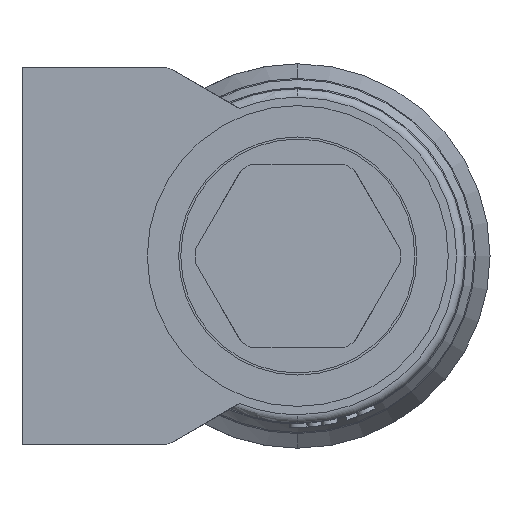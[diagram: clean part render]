
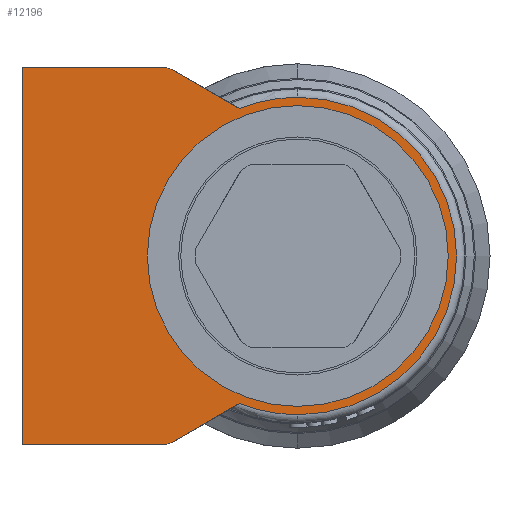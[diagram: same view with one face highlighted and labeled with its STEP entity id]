
A CAD part, left-side view. The second image highlights one B-rep face of the part: STEP entity #12196.
In plain terms, the highlighted planar face has unit normal (-1, 0, 0).
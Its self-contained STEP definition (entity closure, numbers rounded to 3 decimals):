
#776 = CARTESIAN_POINT ( 'NONE',  ( -34.656, 9.143, 97.866 ) ) ;
#1143 = DIRECTION ( 'NONE',  ( 0., 0., -1. ) ) ;
#1185 = EDGE_CURVE ( 'NONE', #7872, #19901, #32807, .T. ) ;
#1205 = VERTEX_POINT ( 'NONE', #18491 ) ;
#1489 = DIRECTION ( 'NONE',  ( 0., 0., 1. ) ) ;
#1770 = ORIENTED_EDGE ( 'NONE', *, *, #33009, .F. ) ;
#1782 = CARTESIAN_POINT ( 'NONE',  ( -34.656, 26.975, 53. ) ) ;
#2084 = VERTEX_POINT ( 'NONE', #25930 ) ;
#2171 = FACE_OUTER_BOUND ( 'NONE', #13147, .T. ) ;
#2595 = VERTEX_POINT ( 'NONE', #17881 ) ;
#2810 = CARTESIAN_POINT ( 'NONE',  ( -34.656, 11.975, 98. ) ) ;
#3015 = CIRCLE ( 'NONE', #23476, 19. ) ;
#4074 = ORIENTED_EDGE ( 'NONE', *, *, #34845, .F. ) ;
#4266 = CARTESIAN_POINT ( 'NONE',  ( -34.656, 9.643, 54. ) ) ;
#4844 = CIRCLE ( 'NONE', #33700, 19. ) ;
#5445 = DIRECTION ( 'NONE',  ( 0., -1., 0. ) ) ;
#5753 = VERTEX_POINT ( 'NONE', #1782 ) ;
#5964 = VERTEX_POINT ( 'NONE', #12004 ) ;
#6328 = EDGE_CURVE ( 'NONE', #1205, #7872, #13891, .T. ) ;
#6463 = ORIENTED_EDGE ( 'NONE', *, *, #13319, .T. ) ;
#6797 = VECTOR ( 'NONE', #5445, 1000. ) ;
#7449 = EDGE_CURVE ( 'NONE', #13075, #2084, #31283, .T. ) ;
#7810 = CARTESIAN_POINT ( 'NONE',  ( -34.656, -6.025, 75.5 ) ) ;
#7872 = VERTEX_POINT ( 'NONE', #34919 ) ;
#8097 = CARTESIAN_POINT ( 'NONE',  ( -34.656, -6.025, 57.5 ) ) ;
#8233 = LINE ( 'NONE', #36160, #32297 ) ;
#9802 = AXIS2_PLACEMENT_3D ( 'NONE', #7810, #32998, #36235 ) ;
#10618 = DIRECTION ( 'NONE',  ( 0., 0.866, -0.5 ) ) ;
#10680 = ORIENTED_EDGE ( 'NONE', *, *, #6328, .F. ) ;
#11567 = ORIENTED_EDGE ( 'NONE', *, *, #27356, .F. ) ;
#11944 = CARTESIAN_POINT ( 'NONE',  ( -34.656, -6.025, 75.5 ) ) ;
#12004 = CARTESIAN_POINT ( 'NONE',  ( -34.656, 9.643, 53. ) ) ;
#12196 = ADVANCED_FACE ( 'NONE', ( #2171, #23530 ), #15460, .F. ) ;
#12833 = DIRECTION ( 'NONE',  ( 1., 0., 0. ) ) ;
#12860 = EDGE_CURVE ( 'NONE', #26647, #13075, #4844, .T. ) ;
#12941 = ORIENTED_EDGE ( 'NONE', *, *, #1185, .F. ) ;
#13075 = VERTEX_POINT ( 'NONE', #24903 ) ;
#13147 = EDGE_LOOP ( 'NONE', ( #34200, #32423, #27296, #32170, #4074, #21123, #31374, #12941, #10680, #6463 ) ) ;
#13319 = EDGE_CURVE ( 'NONE', #1205, #5753, #26624, .T. ) ;
#13360 = VERTEX_POINT ( 'NONE', #8097 ) ;
#13611 = CARTESIAN_POINT ( 'NONE',  ( -34.656, 0.988, 57.842 ) ) ;
#13723 = CIRCLE ( 'NONE', #27047, 18. ) ;
#13879 = CARTESIAN_POINT ( 'NONE',  ( -34.656, -6.025, 56.5 ) ) ;
#13891 = LINE ( 'NONE', #2810, #6797 ) ;
#14253 = AXIS2_PLACEMENT_3D ( 'NONE', #18240, #23885, #1489 ) ;
#15215 = DIRECTION ( 'NONE',  ( 1., 0., 0. ) ) ;
#15460 = PLANE ( 'NONE',  #28634 ) ;
#15674 = DIRECTION ( 'NONE',  ( 0., 0., 1. ) ) ;
#17881 = CARTESIAN_POINT ( 'NONE',  ( -34.656, -6.025, 94.5 ) ) ;
#18240 = CARTESIAN_POINT ( 'NONE',  ( -34.656, 9.643, 97. ) ) ;
#18491 = CARTESIAN_POINT ( 'NONE',  ( -34.656, 26.975, 98. ) ) ;
#19545 = VECTOR ( 'NONE', #25963, 1000. ) ;
#19901 = VERTEX_POINT ( 'NONE', #776 ) ;
#20705 = DIRECTION ( 'NONE',  ( 0., 0., -1. ) ) ;
#20952 = CARTESIAN_POINT ( 'NONE',  ( -34.656, 11.975, 75.5 ) ) ;
#21123 = ORIENTED_EDGE ( 'NONE', *, *, #33172, .F. ) ;
#21272 = EDGE_LOOP ( 'NONE', ( #11567, #1770 ) ) ;
#22374 = EDGE_CURVE ( 'NONE', #5964, #5753, #8233, .T. ) ;
#22869 = CARTESIAN_POINT ( 'NONE',  ( -34.656, 0.988, 93.158 ) ) ;
#23476 = AXIS2_PLACEMENT_3D ( 'NONE', #24122, #32764, #24370 ) ;
#23501 = VECTOR ( 'NONE', #33898, 1000. ) ;
#23530 = FACE_BOUND ( 'NONE', #21272, .T. ) ;
#23885 = DIRECTION ( 'NONE',  ( 1., 0., 0. ) ) ;
#23912 = VERTEX_POINT ( 'NONE', #29958 ) ;
#23979 = CIRCLE ( 'NONE', #26825, 19. ) ;
#24122 = CARTESIAN_POINT ( 'NONE',  ( -34.656, -6.025, 75.5 ) ) ;
#24273 = CARTESIAN_POINT ( 'NONE',  ( -34.656, -6.025, 75.5 ) ) ;
#24370 = DIRECTION ( 'NONE',  ( 0., 0., -1. ) ) ;
#24903 = CARTESIAN_POINT ( 'NONE',  ( -34.656, 0.988, 57.842 ) ) ;
#25839 = CARTESIAN_POINT ( 'NONE',  ( -34.656, 9.143, 97.866 ) ) ;
#25889 = VECTOR ( 'NONE', #10618, 1000. ) ;
#25930 = CARTESIAN_POINT ( 'NONE',  ( -34.656, 9.143, 53.134 ) ) ;
#25963 = DIRECTION ( 'NONE',  ( 0., -0.866, -0.5 ) ) ;
#26624 = LINE ( 'NONE', #33781, #23501 ) ;
#26647 = VERTEX_POINT ( 'NONE', #13879 ) ;
#26656 = DIRECTION ( 'NONE',  ( 1., 0., 0. ) ) ;
#26825 = AXIS2_PLACEMENT_3D ( 'NONE', #35535, #32674, #27036 ) ;
#27036 = DIRECTION ( 'NONE',  ( 0., 0., -1. ) ) ;
#27047 = AXIS2_PLACEMENT_3D ( 'NONE', #11944, #29037, #32165 ) ;
#27296 = ORIENTED_EDGE ( 'NONE', *, *, #7449, .F. ) ;
#27356 = EDGE_CURVE ( 'NONE', #23912, #13360, #33989, .T. ) ;
#28634 = AXIS2_PLACEMENT_3D ( 'NONE', #20952, #15215, #20705 ) ;
#29037 = DIRECTION ( 'NONE',  ( -1., 0., 0. ) ) ;
#29260 = EDGE_CURVE ( 'NONE', #2084, #5964, #32596, .T. ) ;
#29958 = CARTESIAN_POINT ( 'NONE',  ( -34.656, -6.025, 93.5 ) ) ;
#31283 = LINE ( 'NONE', #13611, #25889 ) ;
#31293 = EDGE_CURVE ( 'NONE', #19901, #32468, #36996, .T. ) ;
#31374 = ORIENTED_EDGE ( 'NONE', *, *, #31293, .F. ) ;
#32165 = DIRECTION ( 'NONE',  ( 0., 0., 1. ) ) ;
#32170 = ORIENTED_EDGE ( 'NONE', *, *, #12860, .F. ) ;
#32297 = VECTOR ( 'NONE', #35791, 1000. ) ;
#32423 = ORIENTED_EDGE ( 'NONE', *, *, #29260, .F. ) ;
#32468 = VERTEX_POINT ( 'NONE', #22869 ) ;
#32596 = CIRCLE ( 'NONE', #35870, 1. ) ;
#32674 = DIRECTION ( 'NONE',  ( 1., 0., 0. ) ) ;
#32764 = DIRECTION ( 'NONE',  ( 1., 0., 0. ) ) ;
#32807 = CIRCLE ( 'NONE', #14253, 1. ) ;
#32998 = DIRECTION ( 'NONE',  ( -1., 0., 0. ) ) ;
#33009 = EDGE_CURVE ( 'NONE', #13360, #23912, #13723, .T. ) ;
#33172 = EDGE_CURVE ( 'NONE', #32468, #2595, #23979, .T. ) ;
#33700 = AXIS2_PLACEMENT_3D ( 'NONE', #24273, #26656, #1143 ) ;
#33781 = CARTESIAN_POINT ( 'NONE',  ( -34.656, 26.975, 53. ) ) ;
#33898 = DIRECTION ( 'NONE',  ( 0., 0., -1. ) ) ;
#33989 = CIRCLE ( 'NONE', #9802, 18. ) ;
#34200 = ORIENTED_EDGE ( 'NONE', *, *, #22374, .F. ) ;
#34845 = EDGE_CURVE ( 'NONE', #2595, #26647, #3015, .T. ) ;
#34919 = CARTESIAN_POINT ( 'NONE',  ( -34.656, 9.643, 98. ) ) ;
#35535 = CARTESIAN_POINT ( 'NONE',  ( -34.656, -6.025, 75.5 ) ) ;
#35791 = DIRECTION ( 'NONE',  ( 0., 1., 0. ) ) ;
#35870 = AXIS2_PLACEMENT_3D ( 'NONE', #4266, #12833, #15674 ) ;
#36160 = CARTESIAN_POINT ( 'NONE',  ( -34.656, 26.975, 53. ) ) ;
#36235 = DIRECTION ( 'NONE',  ( 0., 0., 1. ) ) ;
#36996 = LINE ( 'NONE', #25839, #19545 ) ;
